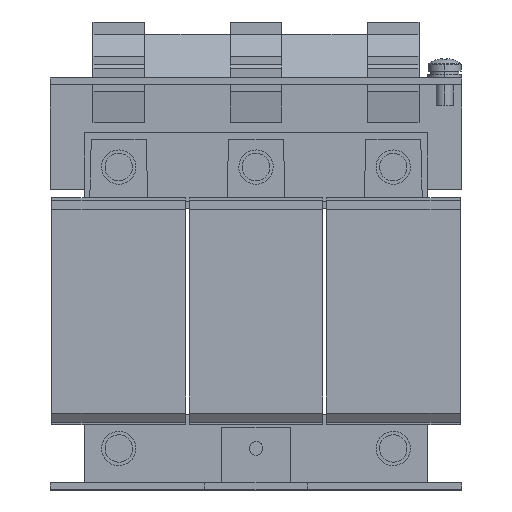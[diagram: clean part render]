
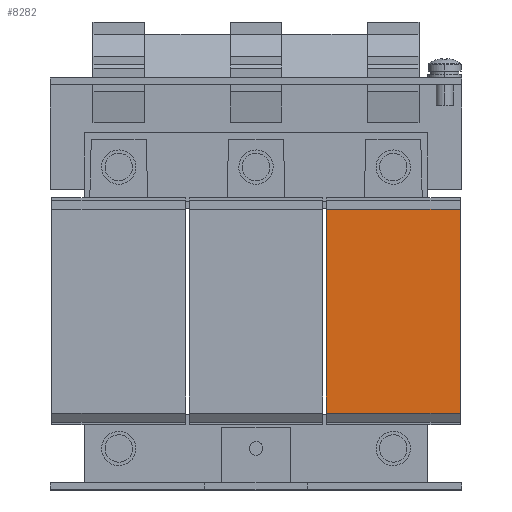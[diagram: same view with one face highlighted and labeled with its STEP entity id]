
A CAD part, top view. The second image highlights one B-rep face of the part: STEP entity #8282.
In plain terms, the highlighted planar face has unit normal (0, 0, 1).
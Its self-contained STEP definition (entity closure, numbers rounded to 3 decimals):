
#872 = ORIENTED_EDGE ( 'NONE', *, *, #2983, .T. ) ;
#1383 = ORIENTED_EDGE ( 'NONE', *, *, #5735, .F. ) ;
#1432 = VERTEX_POINT ( 'NONE', #11705 ) ;
#1639 = VECTOR ( 'NONE', #11757, 1000. ) ;
#1711 = DIRECTION ( 'NONE',  ( -1., 0., 0. ) ) ;
#2909 = DIRECTION ( 'NONE',  ( 0., 0., -1. ) ) ;
#2983 = EDGE_CURVE ( 'Defeature ausgef�hrt2_149+Defeature ausgef�hrt2_172+Defeature ausgef�hrt2_170+Defeature ausgef�hrt2_150', #19390, #18394, #21677, .T. ) ;
#5735 = EDGE_CURVE ( 'Defeature ausgef�hrt2_171+Defeature ausgef�hrt2_149+Defeature ausgef�hrt2_170+Defeature ausgef�hrt2_150', #1432, #7482, #14328, .T. ) ;
#6281 = DIRECTION ( 'NONE',  ( 0., -1., 0. ) ) ;
#6327 = EDGE_LOOP ( 'NONE', ( #872, #21116, #1383, #11522 ) ) ;
#6527 = CARTESIAN_POINT ( 'NONE',  ( 20.5, 81.7, 22.9 ) ) ;
#6929 = LINE ( 'NONE', #15580, #7753 ) ;
#7482 = VERTEX_POINT ( 'NONE', #14428 ) ;
#7753 = VECTOR ( 'NONE', #17726, 1000. ) ;
#8142 = CARTESIAN_POINT ( 'NONE',  ( 59.5, 22.3, 22.9 ) ) ;
#8191 = PLANE ( 'NONE',  #15899 ) ;
#8282 = ADVANCED_FACE ( 'Defeature ausgef�hrt2_149', ( #17458 ), #8191, .F. ) ;
#8457 = CARTESIAN_POINT ( 'NONE',  ( 20.5, 22.3, 22.9 ) ) ;
#10773 = EDGE_CURVE ( 'Defeature ausgef�hrt2_150+Defeature ausgef�hrt2_149+Defeature ausgef�hrt2_171+Defeature ausgef�hrt2_172', #7482, #18394, #19754, .T. ) ;
#11522 = ORIENTED_EDGE ( 'NONE', *, *, #17963, .T. ) ;
#11705 = CARTESIAN_POINT ( 'NONE',  ( 59.5, 81.7, 22.9 ) ) ;
#11757 = DIRECTION ( 'NONE',  ( 0., -1., 0. ) ) ;
#12410 = VECTOR ( 'NONE', #6281, 1000. ) ;
#14328 = LINE ( 'NONE', #20060, #12410 ) ;
#14428 = CARTESIAN_POINT ( 'NONE',  ( 59.5, 22.3, 22.9 ) ) ;
#15166 = CARTESIAN_POINT ( 'NONE',  ( 20.5, 81.7, 22.9 ) ) ;
#15580 = CARTESIAN_POINT ( 'NONE',  ( 59.5, 81.7, 22.9 ) ) ;
#15899 = AXIS2_PLACEMENT_3D ( 'NONE', #22033, #2909, #16680 ) ;
#16680 = DIRECTION ( 'NONE',  ( 0., 1., 0. ) ) ;
#17458 = FACE_OUTER_BOUND ( 'NONE', #6327, .T. ) ;
#17726 = DIRECTION ( 'NONE',  ( -1., 0., 0. ) ) ;
#17963 = EDGE_CURVE ( 'Defeature ausgef�hrt2_149+Defeature ausgef�hrt2_170+Defeature ausgef�hrt2_171+Defeature ausgef�hrt2_172', #1432, #19390, #6929, .T. ) ;
#18394 = VERTEX_POINT ( 'NONE', #8457 ) ;
#19390 = VERTEX_POINT ( 'NONE', #6527 ) ;
#19509 = VECTOR ( 'NONE', #1711, 1000. ) ;
#19754 = LINE ( 'NONE', #8142, #19509 ) ;
#20060 = CARTESIAN_POINT ( 'NONE',  ( 59.5, 81.7, 22.9 ) ) ;
#21116 = ORIENTED_EDGE ( 'NONE', *, *, #10773, .F. ) ;
#21677 = LINE ( 'NONE', #15166, #1639 ) ;
#22033 = CARTESIAN_POINT ( 'NONE',  ( 59.5, 81.7, 22.9 ) ) ;
